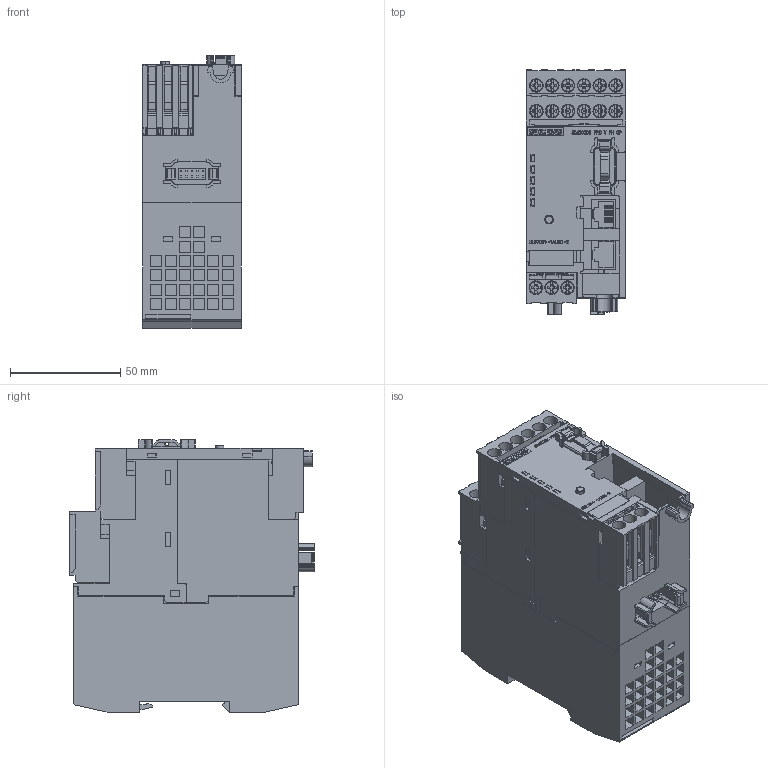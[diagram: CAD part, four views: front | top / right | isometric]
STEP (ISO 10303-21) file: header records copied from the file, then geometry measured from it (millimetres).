
FILE_DESCRIPTION(('STEP AP214'),'1');
FILE_NAME('cctmp_32361303-CF62-421B-B70A-7CB3A09A2140_2023_07_21_14_59_03_0352..stp','2023-07-21T12:59:05',('SIEMENS A&D'),('CADClick - www.CADClick.com'),'Spatial InterOp 3D postprocessed',' ','unknown authorization');
FILE_SCHEMA(('AUTOMOTIVE_DESIGN'));
Length unit declared in the file: millimetre
Products named in the file (1): 2023_07_21_14_59_03_0258
Bounding box: 45 x 111.15 x 124 mm (x, y, z)
Volume: 449163.1 mm3; surface area: 102355.9 mm2
Topology: 1 solids, 2 shells, 3184 faces, 8927 edges, 5897 vertices
Faces by surface type: plane 2686, cylinder 390, cone 90, torus 18
Entity records: 111149 total; most frequent: CARTESIAN_POINT 18413, ORIENTED_EDGE 17838, DIRECTION 16310, EDGE_CURVE 8919, LINE 7642, VECTOR 7642, VERTEX_POINT 5897, AXIS2_PLACEMENT_3D 4334
